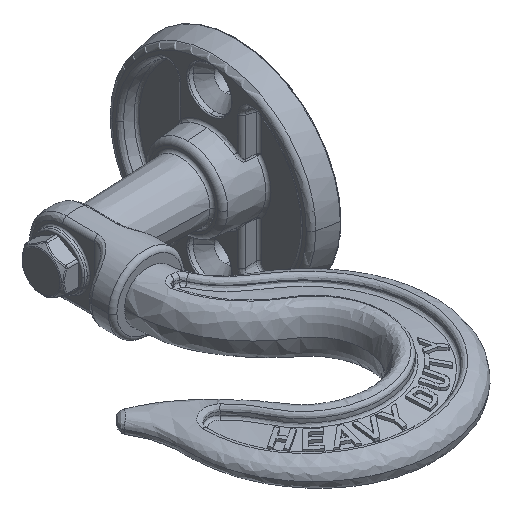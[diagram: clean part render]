
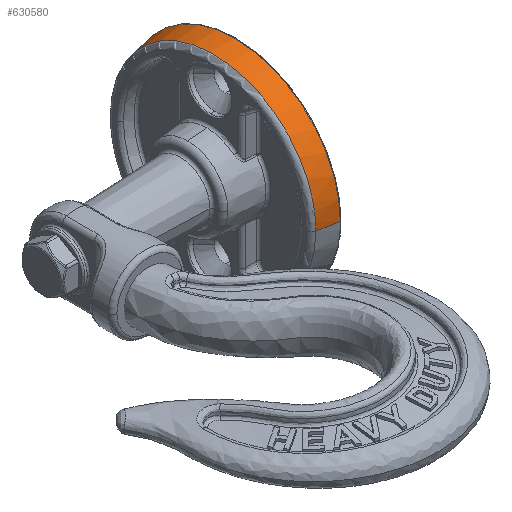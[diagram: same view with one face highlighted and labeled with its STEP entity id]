
A CAD part, isometric view. The second image highlights one B-rep face of the part: STEP entity #630580.
In plain terms, the highlighted conical face has half-angle 10 degrees and reference radius 20 mm.
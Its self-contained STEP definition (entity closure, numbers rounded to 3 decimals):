
#435730=CARTESIAN_POINT('',(30.061,42.338,0.));
#435740=DIRECTION('',(1.,0.,0.));
#435750=DIRECTION('',(0.,-1.,0.));
#435760=AXIS2_PLACEMENT_3D('',#435730,#435740,#435750);
#435770=CIRCLE('',#435760,20.009);
#435800=CARTESIAN_POINT('',(30.061,62.347,0.));
#435810=VERTEX_POINT('',#435800);
#435840=CARTESIAN_POINT('',(30.008,62.338,0.));
#435850=DIRECTION('',(0.985,0.174,0.));
#435860=VECTOR('',#435850,115.175);
#435870=LINE('',#435840,#435860);
#435880=CARTESIAN_POINT('',(26.122,61.653,0.));
#435890=VERTEX_POINT('',#435880);
#435900=EDGE_CURVE('',#435890,#435810,#435870,.T.);
#435920=CARTESIAN_POINT('',(26.122,42.338,0.));
#435930=DIRECTION('',(1.,0.,0.));
#435940=DIRECTION('',(0.,-1.,0.));
#435950=AXIS2_PLACEMENT_3D('',#435920,#435930,#435940);
#435960=CIRCLE('',#435950,19.315);
#435970=CARTESIAN_POINT('',(26.122,23.023,0.));
#435980=VERTEX_POINT('',#435970);
#436010=CARTESIAN_POINT('',(30.008,22.338,
0.));
#436020=DIRECTION('',(0.985,-0.174,
0.));
#436030=VECTOR('',#436020,115.175);
#436040=LINE('',#436010,#436030);
#436050=CARTESIAN_POINT('',(30.061,22.329,0.));
#436060=VERTEX_POINT('',#436050);
#436070=EDGE_CURVE('',#435980,#436060,#436040,.T.);
#630410=CARTESIAN_POINT('',(30.008,42.338,0.));
#630420=DIRECTION('',(1.,0.,0.));
#630430=DIRECTION('',(0.,1.,0.));
#630440=AXIS2_PLACEMENT_3D('',#630410,#630420,#630430);
#630450=CONICAL_SURFACE('',#630440,20.,0.175);
#630460=ORIENTED_EDGE('',*,*,#435900,.F.);
#630470=EDGE_CURVE('',#435810,#436060,#435770,.T.);
#630480=ORIENTED_EDGE('',*,*,#630470,.F.);
#630490=ORIENTED_EDGE('',*,*,#436070,.T.);
#630500=CARTESIAN_POINT('',(26.122,23.557,
4.51));
#630510=VERTEX_POINT('',#630500);
#630520=EDGE_CURVE('',#630510,#435980,#435960,.T.);
#630530=ORIENTED_EDGE('',*,*,#630520,.T.);
#630540=EDGE_CURVE('',#435890,#630510,#435960,.T.);
#630550=ORIENTED_EDGE('',*,*,#630540,.T.);
#630560=EDGE_LOOP('',(#630550,#630530,#630490,#630480,#630460));
#630570=FACE_OUTER_BOUND('',#630560,.T.);
#630580=ADVANCED_FACE('',(#630570),#630450,.T.);
